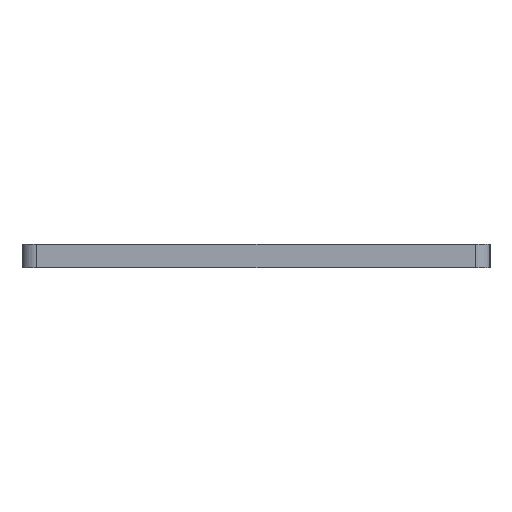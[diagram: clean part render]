
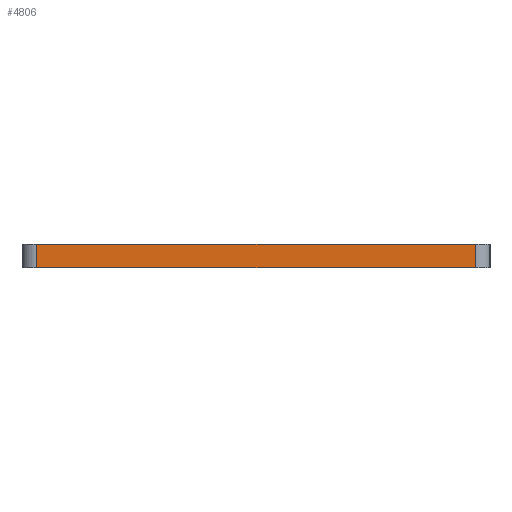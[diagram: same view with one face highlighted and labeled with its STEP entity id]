
A CAD part, left-side view. The second image highlights one B-rep face of the part: STEP entity #4806.
In plain terms, the highlighted planar face has unit normal (-1, 0, 0).
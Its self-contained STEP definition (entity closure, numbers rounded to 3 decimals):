
#73 = PLANE('',#74);
#74 = AXIS2_PLACEMENT_3D('',#75,#76,#77);
#75 = CARTESIAN_POINT('',(209.55,20.32,-2.));
#76 = DIRECTION('',(0.,0.,1.));
#77 = DIRECTION('',(1.,0.,0.));
#132 = PLANE('',#133);
#133 = AXIS2_PLACEMENT_3D('',#134,#135,#136);
#134 = CARTESIAN_POINT('',(209.55,20.32,0.));
#135 = DIRECTION('',(0.,0.,1.));
#136 = DIRECTION('',(1.,0.,0.));
#169 = CYLINDRICAL_SURFACE('',#170,1.27);
#170 = AXIS2_PLACEMENT_3D('',#171,#172,#173);
#171 = CARTESIAN_POINT('',(1.27,39.37,0.));
#172 = DIRECTION('',(0.,0.,1.));
#173 = DIRECTION('',(1.,0.,0.));
#306 = VERTEX_POINT('',#307);
#307 = CARTESIAN_POINT('',(0.,39.37,0.));
#333 = EDGE_CURVE('',#334,#306,#336,.T.);
#334 = VERTEX_POINT('',#335);
#335 = CARTESIAN_POINT('',(0.,1.27,0.));
#336 = SURFACE_CURVE('',#337,(#341,#348),.PCURVE_S1.);
#337 = LINE('',#338,#339);
#338 = CARTESIAN_POINT('',(0.,1.27,0.));
#339 = VECTOR('',#340,1.);
#340 = DIRECTION('',(0.,1.,0.));
#341 = PCURVE('',#132,#342);
#342 = DEFINITIONAL_REPRESENTATION('',(#343),#347);
#343 = LINE('',#344,#345);
#344 = CARTESIAN_POINT('',(-209.55,-19.05));
#345 = VECTOR('',#346,1.);
#346 = DIRECTION('',(0.,1.));
#347 = ( GEOMETRIC_REPRESENTATION_CONTEXT(2) 
PARAMETRIC_REPRESENTATION_CONTEXT() REPRESENTATION_CONTEXT('2D SPACE',''
  ) );
#348 = PCURVE('',#349,#354);
#349 = PLANE('',#350);
#350 = AXIS2_PLACEMENT_3D('',#351,#352,#353);
#351 = CARTESIAN_POINT('',(0.,1.27,0.));
#352 = DIRECTION('',(1.,0.,0.));
#353 = DIRECTION('',(0.,1.,0.));
#354 = DEFINITIONAL_REPRESENTATION('',(#355),#359);
#355 = LINE('',#356,#357);
#356 = CARTESIAN_POINT('',(0.,0.));
#357 = VECTOR('',#358,1.);
#358 = DIRECTION('',(1.,0.));
#359 = ( GEOMETRIC_REPRESENTATION_CONTEXT(2) 
PARAMETRIC_REPRESENTATION_CONTEXT() REPRESENTATION_CONTEXT('2D SPACE',''
  ) );
#382 = CYLINDRICAL_SURFACE('',#383,1.27);
#383 = AXIS2_PLACEMENT_3D('',#384,#385,#386);
#384 = CARTESIAN_POINT('',(1.27,1.27,0.));
#385 = DIRECTION('',(0.,0.,1.));
#386 = DIRECTION('',(1.,0.,0.));
#2645 = VERTEX_POINT('',#2646);
#2646 = CARTESIAN_POINT('',(0.,39.37,-2.));
#2672 = EDGE_CURVE('',#2673,#2645,#2675,.T.);
#2673 = VERTEX_POINT('',#2674);
#2674 = CARTESIAN_POINT('',(0.,1.27,-2.));
#2675 = SURFACE_CURVE('',#2676,(#2680,#2687),.PCURVE_S1.);
#2676 = LINE('',#2677,#2678);
#2677 = CARTESIAN_POINT('',(0.,1.27,-2.));
#2678 = VECTOR('',#2679,1.);
#2679 = DIRECTION('',(0.,1.,0.));
#2680 = PCURVE('',#73,#2681);
#2681 = DEFINITIONAL_REPRESENTATION('',(#2682),#2686);
#2682 = LINE('',#2683,#2684);
#2683 = CARTESIAN_POINT('',(-209.55,-19.05));
#2684 = VECTOR('',#2685,1.);
#2685 = DIRECTION('',(0.,1.));
#2686 = ( GEOMETRIC_REPRESENTATION_CONTEXT(2) 
PARAMETRIC_REPRESENTATION_CONTEXT() REPRESENTATION_CONTEXT('2D SPACE',''
  ) );
#2687 = PCURVE('',#349,#2688);
#2688 = DEFINITIONAL_REPRESENTATION('',(#2689),#2693);
#2689 = LINE('',#2690,#2691);
#2690 = CARTESIAN_POINT('',(0.,-2.));
#2691 = VECTOR('',#2692,1.);
#2692 = DIRECTION('',(1.,0.));
#2693 = ( GEOMETRIC_REPRESENTATION_CONTEXT(2) 
PARAMETRIC_REPRESENTATION_CONTEXT() REPRESENTATION_CONTEXT('2D SPACE',''
  ) );
#4756 = EDGE_CURVE('',#306,#2645,#4757,.T.);
#4757 = SURFACE_CURVE('',#4758,(#4762,#4769),.PCURVE_S1.);
#4758 = LINE('',#4759,#4760);
#4759 = CARTESIAN_POINT('',(0.,39.37,0.));
#4760 = VECTOR('',#4761,1.);
#4761 = DIRECTION('',(0.,0.,-1.));
#4762 = PCURVE('',#169,#4763);
#4763 = DEFINITIONAL_REPRESENTATION('',(#4764),#4768);
#4764 = LINE('',#4765,#4766);
#4765 = CARTESIAN_POINT('',(-3.142,0.));
#4766 = VECTOR('',#4767,1.);
#4767 = DIRECTION('',(0.,-1.));
#4768 = ( GEOMETRIC_REPRESENTATION_CONTEXT(2) 
PARAMETRIC_REPRESENTATION_CONTEXT() REPRESENTATION_CONTEXT('2D SPACE',''
  ) );
#4769 = PCURVE('',#349,#4770);
#4770 = DEFINITIONAL_REPRESENTATION('',(#4771),#4775);
#4771 = LINE('',#4772,#4773);
#4772 = CARTESIAN_POINT('',(38.1,0.));
#4773 = VECTOR('',#4774,1.);
#4774 = DIRECTION('',(0.,-1.));
#4775 = ( GEOMETRIC_REPRESENTATION_CONTEXT(2) 
PARAMETRIC_REPRESENTATION_CONTEXT() REPRESENTATION_CONTEXT('2D SPACE',''
  ) );
#4806 = ADVANCED_FACE('',(#4807),#349,.F.);
#4807 = FACE_BOUND('',#4808,.F.);
#4808 = EDGE_LOOP('',(#4809,#4830,#4831,#4832));
#4809 = ORIENTED_EDGE('',*,*,#4810,.T.);
#4810 = EDGE_CURVE('',#334,#2673,#4811,.T.);
#4811 = SURFACE_CURVE('',#4812,(#4816,#4823),.PCURVE_S1.);
#4812 = LINE('',#4813,#4814);
#4813 = CARTESIAN_POINT('',(0.,1.27,0.));
#4814 = VECTOR('',#4815,1.);
#4815 = DIRECTION('',(0.,0.,-1.));
#4816 = PCURVE('',#349,#4817);
#4817 = DEFINITIONAL_REPRESENTATION('',(#4818),#4822);
#4818 = LINE('',#4819,#4820);
#4819 = CARTESIAN_POINT('',(0.,0.));
#4820 = VECTOR('',#4821,1.);
#4821 = DIRECTION('',(0.,-1.));
#4822 = ( GEOMETRIC_REPRESENTATION_CONTEXT(2) 
PARAMETRIC_REPRESENTATION_CONTEXT() REPRESENTATION_CONTEXT('2D SPACE',''
  ) );
#4823 = PCURVE('',#382,#4824);
#4824 = DEFINITIONAL_REPRESENTATION('',(#4825),#4829);
#4825 = LINE('',#4826,#4827);
#4826 = CARTESIAN_POINT('',(-3.142,0.));
#4827 = VECTOR('',#4828,1.);
#4828 = DIRECTION('',(0.,-1.));
#4829 = ( GEOMETRIC_REPRESENTATION_CONTEXT(2) 
PARAMETRIC_REPRESENTATION_CONTEXT() REPRESENTATION_CONTEXT('2D SPACE',''
  ) );
#4830 = ORIENTED_EDGE('',*,*,#2672,.T.);
#4831 = ORIENTED_EDGE('',*,*,#4756,.F.);
#4832 = ORIENTED_EDGE('',*,*,#333,.F.);
